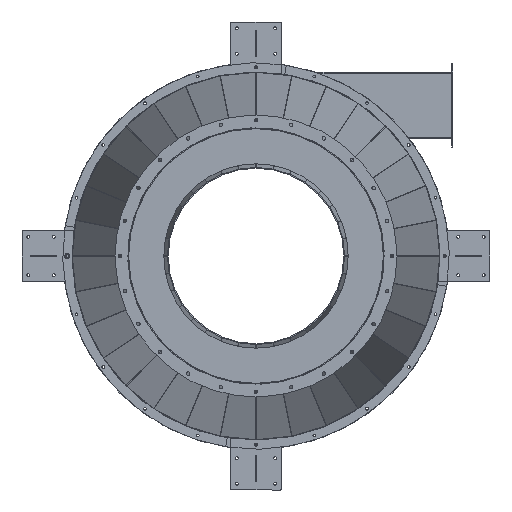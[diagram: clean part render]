
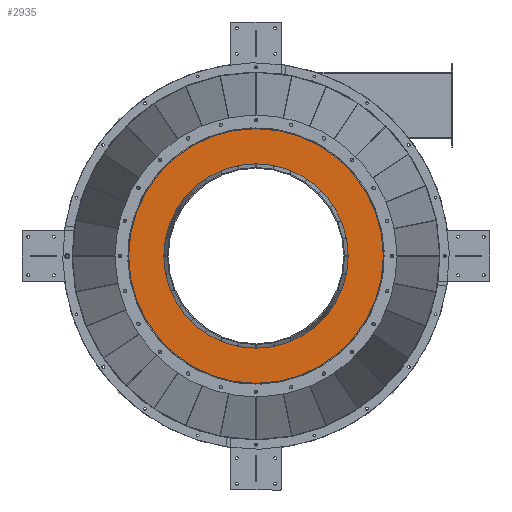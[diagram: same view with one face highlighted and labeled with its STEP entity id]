
A CAD part, front view. The second image highlights one B-rep face of the part: STEP entity #2935.
In plain terms, the highlighted planar face has unit normal (0, -1, 0).
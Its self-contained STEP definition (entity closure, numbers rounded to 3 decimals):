
#155 = VERTEX_POINT ( 'NONE', #8869 ) ;
#928 = DIRECTION ( 'NONE',  ( 0., 0., 1. ) ) ;
#962 = CARTESIAN_POINT ( 'NONE',  ( 0., 0., 362. ) ) ;
#1051 = ORIENTED_EDGE ( 'NONE', *, *, #11767, .F. ) ;
#1155 = DIRECTION ( 'NONE',  ( 0., 1., 0. ) ) ;
#1596 = CIRCLE ( 'NONE', #5116, 500. ) ;
#2236 = AXIS2_PLACEMENT_3D ( 'NONE', #4930, #12838, #8247 ) ;
#2935 = ADVANCED_FACE ( 'NONE', ( #9120, #7928 ), #10155, .F. ) ;
#4006 = EDGE_LOOP ( 'NONE', ( #7386, #7957 ) ) ;
#4085 = CIRCLE ( 'NONE', #7157, 500. ) ;
#4468 = CARTESIAN_POINT ( 'NONE',  ( 0., 0., 0. ) ) ;
#4600 = ORIENTED_EDGE ( 'NONE', *, *, #10559, .F. ) ;
#4930 = CARTESIAN_POINT ( 'NONE',  ( 0., 0., 0. ) ) ;
#5116 = AXIS2_PLACEMENT_3D ( 'NONE', #8432, #6445, #9758 ) ;
#5446 = EDGE_CURVE ( 'NONE', #155, #9488, #12354, .T. ) ;
#5903 = CARTESIAN_POINT ( 'NONE',  ( 0., 0., 0. ) ) ;
#6445 = DIRECTION ( 'NONE',  ( 0., 1., 0. ) ) ;
#7157 = AXIS2_PLACEMENT_3D ( 'NONE', #4468, #1155, #928 ) ;
#7381 = AXIS2_PLACEMENT_3D ( 'NONE', #11609, #12516, #9326 ) ;
#7386 = ORIENTED_EDGE ( 'NONE', *, *, #5446, .T. ) ;
#7928 = FACE_BOUND ( 'NONE', #4006, .T. ) ;
#7957 = ORIENTED_EDGE ( 'NONE', *, *, #8572, .T. ) ;
#8247 = DIRECTION ( 'NONE',  ( 0., 0., 1. ) ) ;
#8432 = CARTESIAN_POINT ( 'NONE',  ( 0., 0., 0. ) ) ;
#8572 = EDGE_CURVE ( 'NONE', #9488, #155, #12157, .T. ) ;
#8756 = EDGE_LOOP ( 'NONE', ( #4600, #1051 ) ) ;
#8869 = CARTESIAN_POINT ( 'NONE',  ( 0., 0., -362. ) ) ;
#9120 = FACE_OUTER_BOUND ( 'NONE', #8756, .T. ) ;
#9285 = VERTEX_POINT ( 'NONE', #9912 ) ;
#9326 = DIRECTION ( 'NONE',  ( 0., 0., 1. ) ) ;
#9488 = VERTEX_POINT ( 'NONE', #962 ) ;
#9758 = DIRECTION ( 'NONE',  ( 0., 0., 1. ) ) ;
#9912 = CARTESIAN_POINT ( 'NONE',  ( 0., 0., -500. ) ) ;
#10137 = CARTESIAN_POINT ( 'NONE',  ( 0., 0., 500. ) ) ;
#10155 = PLANE ( 'NONE',  #7381 ) ;
#10339 = DIRECTION ( 'NONE',  ( 0., 1., 0. ) ) ;
#10559 = EDGE_CURVE ( 'NONE', #9285, #13397, #1596, .T. ) ;
#11374 = DIRECTION ( 'NONE',  ( 0., 0., 1. ) ) ;
#11453 = AXIS2_PLACEMENT_3D ( 'NONE', #5903, #10339, #11374 ) ;
#11609 = CARTESIAN_POINT ( 'NONE',  ( 0., 0., 0. ) ) ;
#11767 = EDGE_CURVE ( 'NONE', #13397, #9285, #4085, .T. ) ;
#12157 = CIRCLE ( 'NONE', #11453, 362. ) ;
#12354 = CIRCLE ( 'NONE', #2236, 362. ) ;
#12516 = DIRECTION ( 'NONE',  ( 0., 1., 0. ) ) ;
#12838 = DIRECTION ( 'NONE',  ( 0., 1., 0. ) ) ;
#13397 = VERTEX_POINT ( 'NONE', #10137 ) ;
